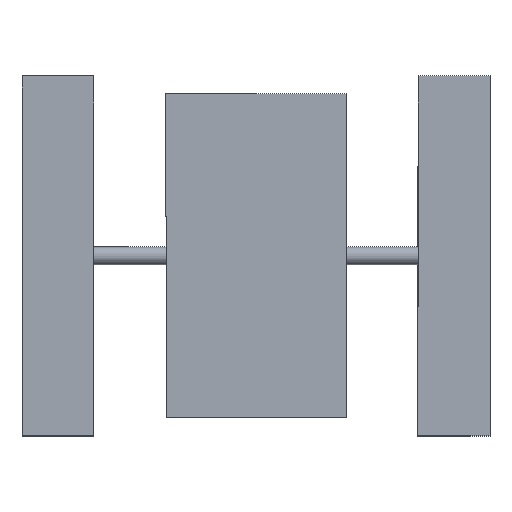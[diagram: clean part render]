
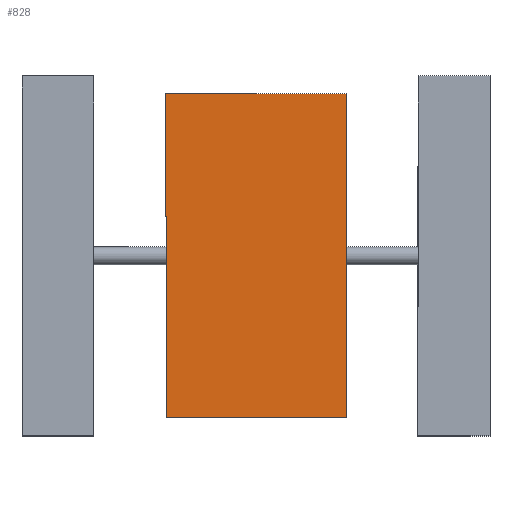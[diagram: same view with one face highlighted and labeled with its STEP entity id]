
A CAD part, top view. The second image highlights one B-rep face of the part: STEP entity #828.
In plain terms, the highlighted planar face has unit normal (0, 0, 1).
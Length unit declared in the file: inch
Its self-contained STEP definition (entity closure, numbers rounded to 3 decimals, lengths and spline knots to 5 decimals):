
#38 = EDGE_CURVE ( 'NONE', #736, #740, #1009, .T. ) ;
#48 = CARTESIAN_POINT ( 'NONE',  ( 0., 0., 0.75 ) ) ;
#85 = ORIENTED_EDGE ( 'NONE', *, *, #564, .T. ) ;
#136 = EDGE_CURVE ( 'NONE', #740, #762, #834, .T. ) ;
#194 = CARTESIAN_POINT ( 'NONE',  ( 5., 0., 0.75 ) ) ;
#209 = DIRECTION ( 'NONE',  ( -1., 0., 0. ) ) ;
#291 = DIRECTION ( 'NONE',  ( 0., 0., -1. ) ) ;
#307 = ORIENTED_EDGE ( 'NONE', *, *, #38, .T. ) ;
#355 = VERTEX_POINT ( 'NONE', #460 ) ;
#360 = CARTESIAN_POINT ( 'NONE',  ( 0., 0., 0.75 ) ) ;
#413 = CARTESIAN_POINT ( 'NONE',  ( 0., 0., 0.75 ) ) ;
#423 = DIRECTION ( 'NONE',  ( 0., 1., 0. ) ) ;
#460 = CARTESIAN_POINT ( 'NONE',  ( 5., 9., 0.75 ) ) ;
#491 = CARTESIAN_POINT ( 'NONE',  ( 0., 0., 0.75 ) ) ;
#502 = CARTESIAN_POINT ( 'NONE',  ( 0., 9., 0.75 ) ) ;
#533 = ORIENTED_EDGE ( 'NONE', *, *, #136, .T. ) ;
#538 = VECTOR ( 'NONE', #1017, 39.37008 ) ;
#561 = ORIENTED_EDGE ( 'NONE', *, *, #1072, .T. ) ;
#563 = CARTESIAN_POINT ( 'NONE',  ( 0., 9., 0.75 ) ) ;
#564 = EDGE_CURVE ( 'NONE', #762, #355, #757, .T. ) ;
#590 = LINE ( 'NONE', #502, #538 ) ;
#592 = VECTOR ( 'NONE', #660, 39.37008 ) ;
#621 = VECTOR ( 'NONE', #423, 39.37008 ) ;
#628 = EDGE_LOOP ( 'NONE', ( #307, #533, #85, #561 ) ) ;
#660 = DIRECTION ( 'NONE',  ( 0., -1., 0. ) ) ;
#724 = VECTOR ( 'NONE', #1104, 39.37008 ) ;
#736 = VERTEX_POINT ( 'NONE', #563 ) ;
#740 = VERTEX_POINT ( 'NONE', #360 ) ;
#757 = LINE ( 'NONE', #941, #621 ) ;
#762 = VERTEX_POINT ( 'NONE', #194 ) ;
#825 = PLANE ( 'NONE',  #923 ) ;
#828 = ADVANCED_FACE ( 'NONE', ( #1016 ), #825, .F. ) ;
#834 = LINE ( 'NONE', #413, #724 ) ;
#923 = AXIS2_PLACEMENT_3D ( 'NONE', #48, #291, #209 ) ;
#941 = CARTESIAN_POINT ( 'NONE',  ( 5., 0., 0.75 ) ) ;
#1009 = LINE ( 'NONE', #491, #592 ) ;
#1016 = FACE_OUTER_BOUND ( 'NONE', #628, .T. ) ;
#1017 = DIRECTION ( 'NONE',  ( -1., 0., 0. ) ) ;
#1072 = EDGE_CURVE ( 'NONE', #355, #736, #590, .T. ) ;
#1104 = DIRECTION ( 'NONE',  ( 1., 0., 0. ) ) ;
